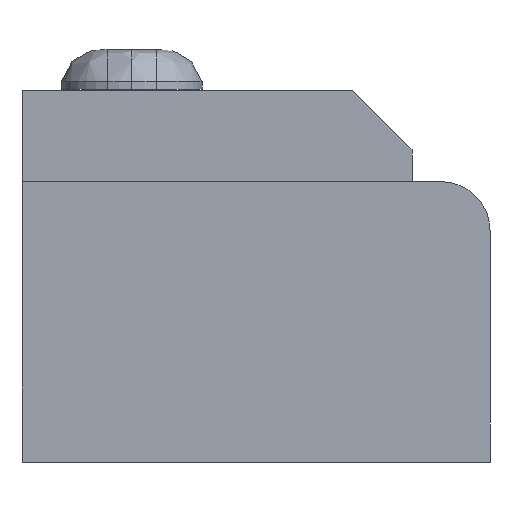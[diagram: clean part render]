
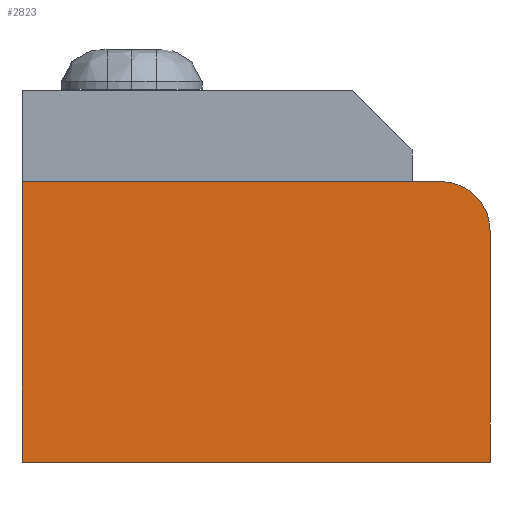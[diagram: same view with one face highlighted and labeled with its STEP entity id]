
A CAD part, left-side view. The second image highlights one B-rep face of the part: STEP entity #2823.
In plain terms, the highlighted planar face has unit normal (-1, 0, 0).
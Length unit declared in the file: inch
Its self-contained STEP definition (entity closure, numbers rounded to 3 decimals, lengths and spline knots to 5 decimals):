
#2509=CARTESIAN_POINT('',(-20.13256,0.42269,-0.32282));
#2510=VERTEX_POINT('',#2509);
#2511=CARTESIAN_POINT('',(-20.13256,0.42269,0.39618));
#2512=VERTEX_POINT('',#2511);
#2513=CARTESIAN_POINT('',(-20.13256,0.42269,-0.32282));
#2514=DIRECTION('',(0.0,0.0,1.0));
#2515=VECTOR('',#2514,0.719);
#2516=LINE('',#2513,#2515);
#2517=EDGE_CURVE('',#2510,#2512,#2516,.T.);
#2555=CARTESIAN_POINT('',(-20.13256,-0.65231,0.39618));
#2556=VERTEX_POINT('',#2555);
#2557=CARTESIAN_POINT('',(-20.13256,0.42269,0.39618));
#2558=DIRECTION('',(0.0,-1.0,0.0));
#2559=VECTOR('',#2558,1.075);
#2560=LINE('',#2557,#2559);
#2561=EDGE_CURVE('',#2512,#2556,#2560,.T.);
#2658=CARTESIAN_POINT('',(-20.13256,-0.77731,0.27118));
#2659=VERTEX_POINT('',#2658);
#2660=CARTESIAN_POINT('',(-20.13256,-0.65231,0.27118));
#2661=DIRECTION('',(1.0,0.0,0.0));
#2662=DIRECTION('',(0.0,-0.707,0.707));
#2663=AXIS2_PLACEMENT_3D('',#2660,#2661,#2662);
#2664=CIRCLE('',#2663,0.125);
#2665=EDGE_CURVE('',#2556,#2659,#2664,.T.);
#2691=CARTESIAN_POINT('',(-20.13256,-0.77731,-0.32282));
#2692=VERTEX_POINT('',#2691);
#2693=CARTESIAN_POINT('',(-20.13256,-0.77731,0.27118));
#2694=DIRECTION('',(0.0,0.0,-1.0));
#2695=VECTOR('',#2694,0.594);
#2696=LINE('',#2693,#2695);
#2697=EDGE_CURVE('',#2659,#2692,#2696,.T.);
#2722=CARTESIAN_POINT('',(-20.13256,-0.77731,-0.32282));
#2723=DIRECTION('',(0.0,1.0,0.0));
#2724=VECTOR('',#2723,1.2);
#2725=LINE('',#2722,#2724);
#2726=EDGE_CURVE('',#2692,#2510,#2725,.T.);
#2811=CARTESIAN_POINT('',(-20.13256,-0.16842,0.0312));
#2812=DIRECTION('',(-1.0,0.0,0.0));
#2813=DIRECTION('',(0.0,0.0,1.0));
#2814=AXIS2_PLACEMENT_3D('',#2811,#2812,#2813);
#2815=PLANE('',#2814);
#2816=ORIENTED_EDGE('',*,*,#2517,.F.);
#2817=ORIENTED_EDGE('',*,*,#2726,.F.);
#2818=ORIENTED_EDGE('',*,*,#2697,.F.);
#2819=ORIENTED_EDGE('',*,*,#2665,.F.);
#2820=ORIENTED_EDGE('',*,*,#2561,.F.);
#2821=EDGE_LOOP('',(#2816,#2817,#2818,#2819,#2820));
#2822=FACE_OUTER_BOUND('',#2821,.T.);
#2823=ADVANCED_FACE('',(#2822),#2815,.T.);
